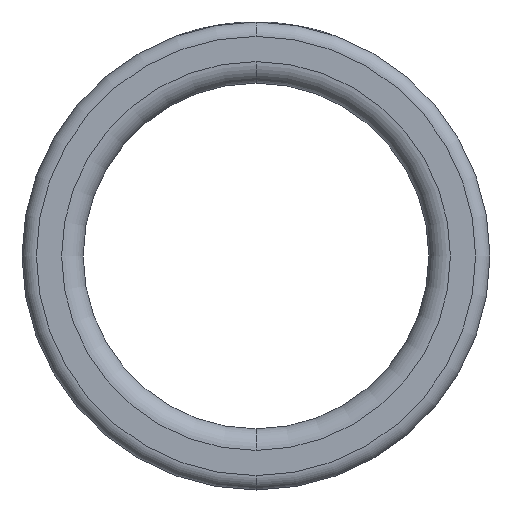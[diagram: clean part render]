
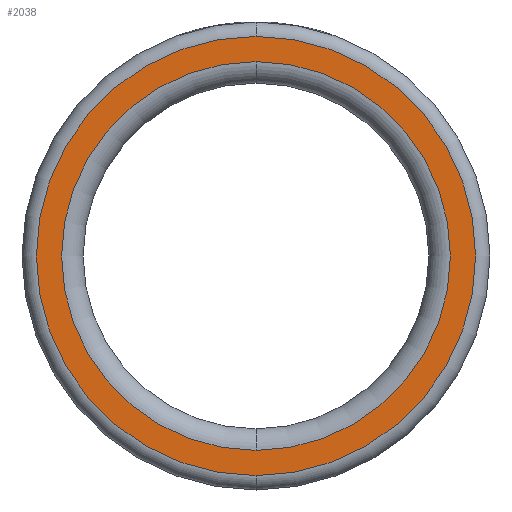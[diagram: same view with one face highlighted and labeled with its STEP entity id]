
A CAD part, front view. The second image highlights one B-rep face of the part: STEP entity #2038.
In plain terms, the highlighted planar face has unit normal (0, -1, 0).
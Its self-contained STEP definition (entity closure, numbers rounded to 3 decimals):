
#6 = ORIENTED_EDGE ( 'NONE', *, *, #1299, .F. ) ;
#227 = EDGE_LOOP ( 'NONE', ( #6, #1600 ) ) ;
#250 = DIRECTION ( 'NONE',  ( 0., 0., -1. ) ) ;
#295 = ORIENTED_EDGE ( 'NONE', *, *, #2316, .T. ) ;
#306 = VERTEX_POINT ( 'NONE', #563 ) ;
#308 = FACE_BOUND ( 'NONE', #227, .T. ) ;
#323 = CARTESIAN_POINT ( 'NONE',  ( 27., -75., 0. ) ) ;
#396 = DIRECTION ( 'NONE',  ( 0., -1., 0. ) ) ;
#459 = VERTEX_POINT ( 'NONE', #1028 ) ;
#472 = CARTESIAN_POINT ( 'NONE',  ( 0., -75., 0. ) ) ;
#487 = EDGE_CURVE ( 'NONE', #2505, #459, #1830, .T. ) ;
#563 = CARTESIAN_POINT ( 'NONE',  ( 0., -75., 30.5 ) ) ;
#869 = DIRECTION ( 'NONE',  ( 0., -1., 0. ) ) ;
#870 = AXIS2_PLACEMENT_3D ( 'NONE', #323, #1117, #910 ) ;
#910 = DIRECTION ( 'NONE',  ( 0., 0., -1. ) ) ;
#919 = PLANE ( 'NONE',  #870 ) ;
#942 = CARTESIAN_POINT ( 'NONE',  ( 0., -75., 27. ) ) ;
#945 = AXIS2_PLACEMENT_3D ( 'NONE', #2040, #1260, #250 ) ;
#947 = EDGE_LOOP ( 'NONE', ( #295, #989 ) ) ;
#976 = CARTESIAN_POINT ( 'NONE',  ( 0., -75., -30.5 ) ) ;
#989 = ORIENTED_EDGE ( 'NONE', *, *, #1953, .T. ) ;
#1028 = CARTESIAN_POINT ( 'NONE',  ( 0., -75., -27. ) ) ;
#1047 = AXIS2_PLACEMENT_3D ( 'NONE', #472, #869, #2439 ) ;
#1117 = DIRECTION ( 'NONE',  ( 0., -1., 0. ) ) ;
#1225 = DIRECTION ( 'NONE',  ( 0., 0., -1. ) ) ;
#1260 = DIRECTION ( 'NONE',  ( 0., -1., 0. ) ) ;
#1299 = EDGE_CURVE ( 'NONE', #459, #2505, #2150, .T. ) ;
#1369 = CIRCLE ( 'NONE', #945, 30.5 ) ;
#1397 = DIRECTION ( 'NONE',  ( 0., 0., -1. ) ) ;
#1571 = FACE_OUTER_BOUND ( 'NONE', #947, .T. ) ;
#1600 = ORIENTED_EDGE ( 'NONE', *, *, #487, .F. ) ;
#1614 = VERTEX_POINT ( 'NONE', #976 ) ;
#1732 = AXIS2_PLACEMENT_3D ( 'NONE', #1962, #396, #1397 ) ;
#1802 = DIRECTION ( 'NONE',  ( 0., -1., 0. ) ) ;
#1830 = CIRCLE ( 'NONE', #2310, 27. ) ;
#1953 = EDGE_CURVE ( 'NONE', #306, #1614, #1369, .T. ) ;
#1962 = CARTESIAN_POINT ( 'NONE',  ( 0., -75., 0. ) ) ;
#2029 = CIRCLE ( 'NONE', #1047, 30.5 ) ;
#2038 = ADVANCED_FACE ( 'NONE', ( #1571, #308 ), #919, .T. ) ;
#2040 = CARTESIAN_POINT ( 'NONE',  ( 0., -75., 0. ) ) ;
#2150 = CIRCLE ( 'NONE', #1732, 27. ) ;
#2182 = CARTESIAN_POINT ( 'NONE',  ( 0., -75., 0. ) ) ;
#2310 = AXIS2_PLACEMENT_3D ( 'NONE', #2182, #1802, #1225 ) ;
#2316 = EDGE_CURVE ( 'NONE', #1614, #306, #2029, .T. ) ;
#2439 = DIRECTION ( 'NONE',  ( 0., 0., -1. ) ) ;
#2505 = VERTEX_POINT ( 'NONE', #942 ) ;
